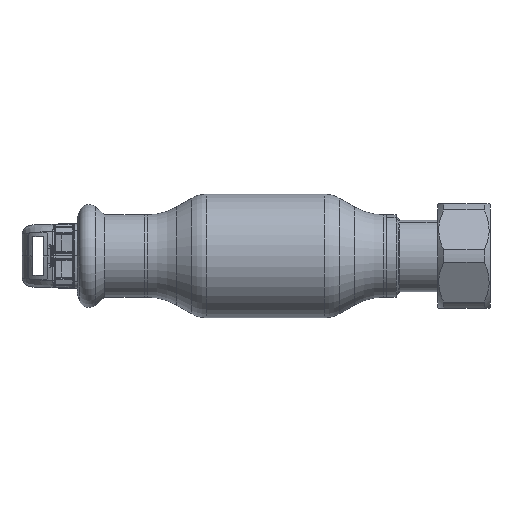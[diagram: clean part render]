
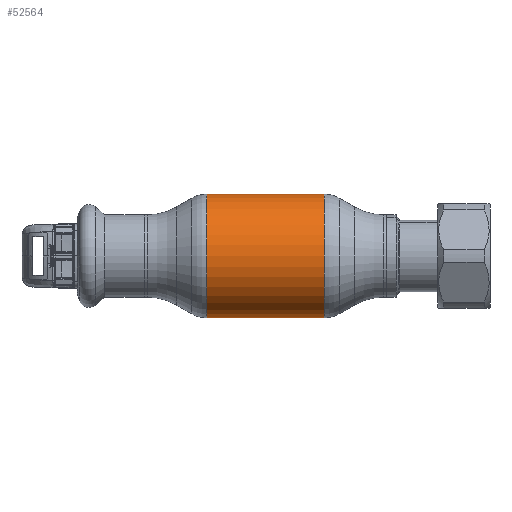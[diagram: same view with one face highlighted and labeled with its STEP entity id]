
A CAD part, front view. The second image highlights one B-rep face of the part: STEP entity #52564.
In plain terms, the highlighted cylindrical face has radius 19 mm (diameter 38 mm), a partial arc.
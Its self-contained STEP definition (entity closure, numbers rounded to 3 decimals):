
#3890 = VERTEX_POINT ( 'NONE', #12653 ) ;
#4548 = EDGE_CURVE ( 'NONE', #31614, #6435, #42572, .T. ) ;
#5745 = CIRCLE ( 'NONE', #23894, 19. ) ;
#6398 = EDGE_CURVE ( 'NONE', #3890, #32895, #41480, .T. ) ;
#6435 = VERTEX_POINT ( 'NONE', #67658 ) ;
#9953 = CARTESIAN_POINT ( 'NONE',  ( 18.088, 0., -19. ) ) ;
#11111 = DIRECTION ( 'NONE',  ( -1., 0., 0. ) ) ;
#11929 = CIRCLE ( 'NONE', #37776, 19. ) ;
#12172 = CARTESIAN_POINT ( 'NONE',  ( -62.69, 0., 19. ) ) ;
#12653 = CARTESIAN_POINT ( 'NONE',  ( 18.088, 0., 19. ) ) ;
#13700 = EDGE_CURVE ( 'NONE', #6435, #32895, #5745, .T. ) ;
#14458 = DIRECTION ( 'NONE',  ( -1., 0., 0. ) ) ;
#19726 = FACE_OUTER_BOUND ( 'NONE', #39675, .T. ) ;
#21893 = DIRECTION ( 'NONE',  ( 0., 0., 1. ) ) ;
#23218 = CARTESIAN_POINT ( 'NONE',  ( -62.69, 0., 0. ) ) ;
#23894 = AXIS2_PLACEMENT_3D ( 'NONE', #70862, #32451, #48785 ) ;
#24152 = AXIS2_PLACEMENT_3D ( 'NONE', #23218, #14458, #63935 ) ;
#27850 = EDGE_CURVE ( 'NONE', #31614, #3890, #11929, .T. ) ;
#31614 = VERTEX_POINT ( 'NONE', #9953 ) ;
#32451 = DIRECTION ( 'NONE',  ( -1., 0., 0. ) ) ;
#32895 = VERTEX_POINT ( 'NONE', #49992 ) ;
#37051 = ORIENTED_EDGE ( 'NONE', *, *, #4548, .F. ) ;
#37776 = AXIS2_PLACEMENT_3D ( 'NONE', #43575, #11111, #21893 ) ;
#39675 = EDGE_LOOP ( 'NONE', ( #37051, #54163, #40788, #61955 ) ) ;
#39740 = VECTOR ( 'NONE', #40031, 1000. ) ;
#40031 = DIRECTION ( 'NONE',  ( -1., 0., 0. ) ) ;
#40788 = ORIENTED_EDGE ( 'NONE', *, *, #6398, .T. ) ;
#41480 = LINE ( 'NONE', #12172, #39740 ) ;
#42572 = LINE ( 'NONE', #54061, #58035 ) ;
#43575 = CARTESIAN_POINT ( 'NONE',  ( 18.088, 0., 0. ) ) ;
#48785 = DIRECTION ( 'NONE',  ( 0., 0., 1. ) ) ;
#49992 = CARTESIAN_POINT ( 'NONE',  ( -18.088, 0., 19. ) ) ;
#52564 = ADVANCED_FACE ( 'NONE', ( #19726 ), #67036, .T. ) ;
#54061 = CARTESIAN_POINT ( 'NONE',  ( -62.69, 0., -19. ) ) ;
#54163 = ORIENTED_EDGE ( 'NONE', *, *, #27850, .T. ) ;
#58035 = VECTOR ( 'NONE', #59103, 1000. ) ;
#59103 = DIRECTION ( 'NONE',  ( -1., 0., 0. ) ) ;
#61955 = ORIENTED_EDGE ( 'NONE', *, *, #13700, .F. ) ;
#63935 = DIRECTION ( 'NONE',  ( 0., 0., 1. ) ) ;
#67036 = CYLINDRICAL_SURFACE ( 'NONE', #24152, 19. ) ;
#67658 = CARTESIAN_POINT ( 'NONE',  ( -18.088, 0., -19. ) ) ;
#70862 = CARTESIAN_POINT ( 'NONE',  ( -18.088, 0., 0. ) ) ;
